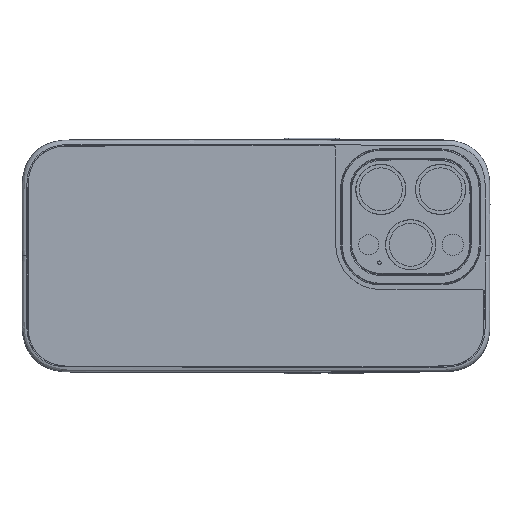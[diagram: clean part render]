
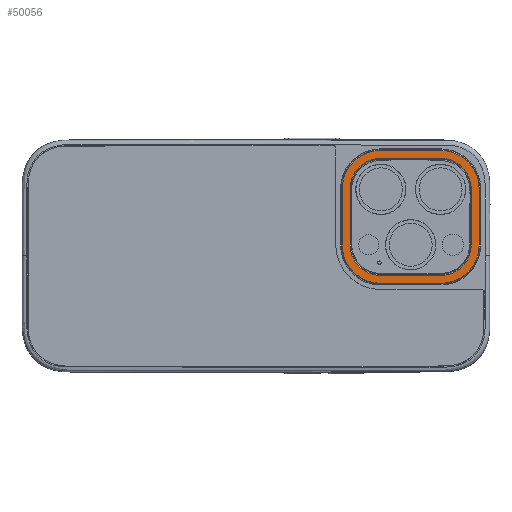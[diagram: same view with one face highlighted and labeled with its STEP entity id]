
A CAD part, top view. The second image highlights one B-rep face of the part: STEP entity #50056.
In plain terms, the highlighted planar face has unit normal (0, 0, 1).
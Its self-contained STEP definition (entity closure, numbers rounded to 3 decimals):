
#48553=DIRECTION('',(0.,1.,0.));
#48554=VECTOR('',#48553,18.06);
#48555=CARTESIAN_POINT('',(-8.352,-92.61,
1.85));
#48556=LINE('',#48555,#48554);
#48557=CARTESIAN_POINT('',(-18.172,-74.55,
1.85));
#48558=DIRECTION('',(0.,0.,1.));
#48559=DIRECTION('',(1.,0.,0.));
#48560=AXIS2_PLACEMENT_3D('',#48557,#48558,#48559);
#48562=DIRECTION('',(-1.,0.,0.));
#48563=VECTOR('',#48562,19.376);
#48564=CARTESIAN_POINT('',(-18.172,-64.73,
1.85));
#48565=LINE('',#48564,#48563);
#48566=CARTESIAN_POINT('',(-37.548,-74.55,
1.85));
#48567=DIRECTION('',(0.,0.,1.));
#48568=DIRECTION('',(0.,1.,0.));
#48569=AXIS2_PLACEMENT_3D('',#48566,#48567,#48568);
#48571=DIRECTION('',(0.,-1.,0.));
#48572=VECTOR('',#48571,18.06);
#48573=CARTESIAN_POINT('',(-47.368,-74.55,
1.85));
#48574=LINE('',#48573,#48572);
#48575=CARTESIAN_POINT('',(-37.548,-92.61,
1.85));
#48576=DIRECTION('',(0.,0.,1.));
#48577=DIRECTION('',(-1.,0.,0.));
#48578=AXIS2_PLACEMENT_3D('',#48575,#48576,#48577);
#48580=DIRECTION('',(1.,0.,0.));
#48581=VECTOR('',#48580,19.376);
#48582=CARTESIAN_POINT('',(-37.548,-102.43,
1.85));
#48583=LINE('',#48582,#48581);
#48584=CARTESIAN_POINT('',(-18.172,-92.61,
1.85));
#48585=DIRECTION('',(0.,0.,1.));
#48586=DIRECTION('',(0.,-1.,0.));
#48587=AXIS2_PLACEMENT_3D('',#48584,#48585,#48586);
#48589=CARTESIAN_POINT('',(-18.172,-74.55,
1.85));
#48590=DIRECTION('',(0.,0.,1.));
#48591=DIRECTION('',(1.,0.,0.));
#48592=AXIS2_PLACEMENT_3D('',#48589,#48590,#48591);
#48594=DIRECTION('',(0.,1.,0.));
#48595=VECTOR('',#48594,18.06);
#48596=CARTESIAN_POINT('',(-5.792,-92.61,
1.85));
#48597=LINE('',#48596,#48595);
#48598=CARTESIAN_POINT('',(-18.172,-92.61,
1.85));
#48599=DIRECTION('',(0.,0.,1.));
#48600=DIRECTION('',(0.,-1.,0.));
#48601=AXIS2_PLACEMENT_3D('',#48598,#48599,#48600);
#48603=DIRECTION('',(1.,0.,0.));
#48604=VECTOR('',#48603,19.376);
#48605=CARTESIAN_POINT('',(-37.548,-104.99,
1.85));
#48606=LINE('',#48605,#48604);
#48607=CARTESIAN_POINT('',(-37.548,-92.61,
1.85));
#48608=DIRECTION('',(0.,0.,1.));
#48609=DIRECTION('',(-1.,0.,0.));
#48610=AXIS2_PLACEMENT_3D('',#48607,#48608,#48609);
#48612=DIRECTION('',(0.,-1.,0.));
#48613=VECTOR('',#48612,18.06);
#48614=CARTESIAN_POINT('',(-49.928,-74.55,
1.85));
#48615=LINE('',#48614,#48613);
#48616=CARTESIAN_POINT('',(-37.548,-74.55,
1.85));
#48617=DIRECTION('',(0.,0.,1.));
#48618=DIRECTION('',(0.,1.,0.));
#48619=AXIS2_PLACEMENT_3D('',#48616,#48617,#48618);
#48621=DIRECTION('',(-1.,0.,0.));
#48622=VECTOR('',#48621,19.376);
#48623=CARTESIAN_POINT('',(-18.172,-62.17,
1.85));
#48624=LINE('',#48623,#48622);
#48951=CARTESIAN_POINT('',(-8.352,-92.61,
1.85));
#48952=CARTESIAN_POINT('',(-8.352,-74.55,
1.85));
#48953=VERTEX_POINT('',#48951);
#48954=VERTEX_POINT('',#48952);
#48957=CARTESIAN_POINT('',(-18.172,-64.73,
1.85));
#48958=VERTEX_POINT('',#48957);
#48961=CARTESIAN_POINT('',(-37.548,-64.73,
1.85));
#48962=VERTEX_POINT('',#48961);
#48965=CARTESIAN_POINT('',(-47.368,-74.55,
1.85));
#48966=VERTEX_POINT('',#48965);
#48969=CARTESIAN_POINT('',(-47.368,-92.61,
1.85));
#48970=VERTEX_POINT('',#48969);
#48973=CARTESIAN_POINT('',(-37.548,-102.43,
1.85));
#48974=VERTEX_POINT('',#48973);
#48977=CARTESIAN_POINT('',(-18.172,-102.43,
1.85));
#48978=VERTEX_POINT('',#48977);
#49023=CARTESIAN_POINT('',(-5.792,-74.55,
1.85));
#49024=CARTESIAN_POINT('',(-18.172,-62.17,
1.85));
#49025=VERTEX_POINT('',#49023);
#49026=VERTEX_POINT('',#49024);
#49031=CARTESIAN_POINT('',(-37.548,-62.17,
1.85));
#49032=VERTEX_POINT('',#49031);
#49035=CARTESIAN_POINT('',(-49.928,-74.55,
1.85));
#49036=VERTEX_POINT('',#49035);
#49039=CARTESIAN_POINT('',(-49.928,-92.61,
1.85));
#49040=VERTEX_POINT('',#49039);
#49043=CARTESIAN_POINT('',(-37.548,-104.99,
1.85));
#49044=VERTEX_POINT('',#49043);
#49047=CARTESIAN_POINT('',(-18.172,-104.99,
1.85));
#49048=VERTEX_POINT('',#49047);
#49051=CARTESIAN_POINT('',(-5.792,-92.61,
1.85));
#49052=VERTEX_POINT('',#49051);
#50018=CARTESIAN_POINT('',(-84.003,-98.817,
1.85));
#50019=DIRECTION('',(0.,0.,1.));
#50020=DIRECTION('',(1.,0.,0.));
#50021=AXIS2_PLACEMENT_3D('',#50018,#50019,#50020);
#50022=PLANE('',#50021);
#50024=ORIENTED_EDGE('',*,*,#50023,.F.);
#50026=ORIENTED_EDGE('',*,*,#50025,.F.);
#50028=ORIENTED_EDGE('',*,*,#50027,.F.);
#50030=ORIENTED_EDGE('',*,*,#50029,.F.);
#50031=ORIENTED_EDGE('',*,*,#50008,.F.);
#50033=ORIENTED_EDGE('',*,*,#50032,.F.);
#50035=ORIENTED_EDGE('',*,*,#50034,.F.);
#50037=ORIENTED_EDGE('',*,*,#50036,.F.);
#50038=EDGE_LOOP('',(#50024,#50026,#50028,#50030,#50031,#50033,#50035,#50037));
#50039=FACE_OUTER_BOUND('',#50038,.F.);
#50040=ORIENTED_EDGE('',*,*,#49127,.T.);
#50042=ORIENTED_EDGE('',*,*,#50041,.T.);
#50044=ORIENTED_EDGE('',*,*,#50043,.T.);
#50046=ORIENTED_EDGE('',*,*,#50045,.T.);
#50048=ORIENTED_EDGE('',*,*,#50047,.T.);
#50050=ORIENTED_EDGE('',*,*,#50049,.T.);
#50052=ORIENTED_EDGE('',*,*,#50051,.T.);
#50053=ORIENTED_EDGE('',*,*,#49111,.T.);
#50054=EDGE_LOOP('',(#50040,#50042,#50044,#50046,#50048,#50050,#50052,#50053));
#50055=FACE_BOUND('',#50054,.F.);
#48561=CIRCLE('',#48560,9.82);
#48570=CIRCLE('',#48569,9.82);
#48579=CIRCLE('',#48578,9.82);
#48588=CIRCLE('',#48587,9.82);
#48593=CIRCLE('',#48592,12.38);
#48602=CIRCLE('',#48601,12.38);
#48611=CIRCLE('',#48610,12.38);
#48620=CIRCLE('',#48619,12.38);
#49111=EDGE_CURVE('',#48978,#48953,#48588,.T.);
#49127=EDGE_CURVE('',#48953,#48954,#48556,.T.);
#50008=EDGE_CURVE('',#49040,#49044,#48611,.T.);
#50023=EDGE_CURVE('',#49025,#49026,#48593,.T.);
#50025=EDGE_CURVE('',#49052,#49025,#48597,.T.);
#50027=EDGE_CURVE('',#49048,#49052,#48602,.T.);
#50029=EDGE_CURVE('',#49044,#49048,#48606,.T.);
#50032=EDGE_CURVE('',#49036,#49040,#48615,.T.);
#50034=EDGE_CURVE('',#49032,#49036,#48620,.T.);
#50036=EDGE_CURVE('',#49026,#49032,#48624,.T.);
#50041=EDGE_CURVE('',#48954,#48958,#48561,.T.);
#50043=EDGE_CURVE('',#48958,#48962,#48565,.T.);
#50045=EDGE_CURVE('',#48962,#48966,#48570,.T.);
#50047=EDGE_CURVE('',#48966,#48970,#48574,.T.);
#50049=EDGE_CURVE('',#48970,#48974,#48579,.T.);
#50051=EDGE_CURVE('',#48974,#48978,#48583,.T.);
#50056=ADVANCED_FACE('',(#50039,#50055),#50022,.T.);
